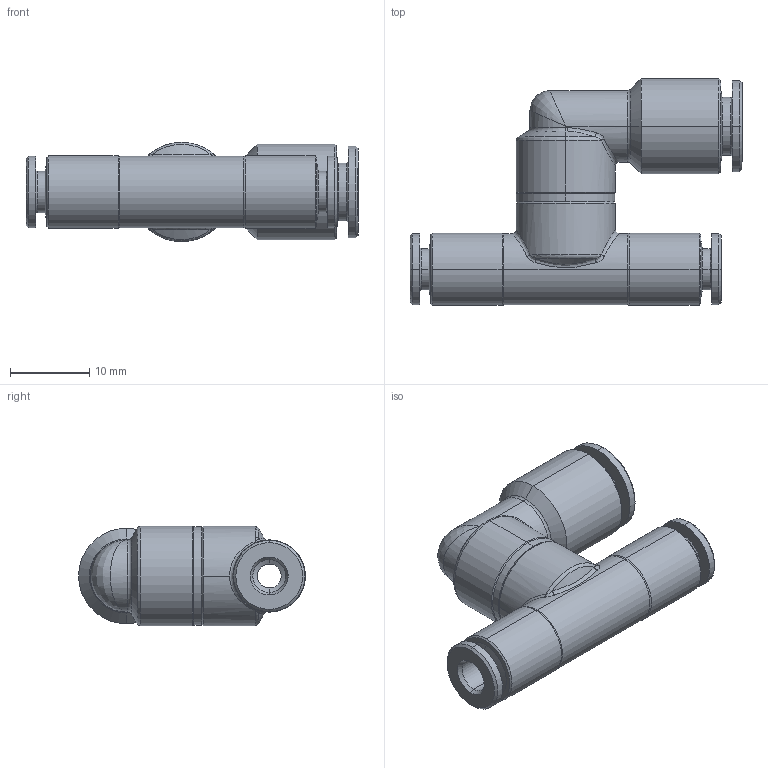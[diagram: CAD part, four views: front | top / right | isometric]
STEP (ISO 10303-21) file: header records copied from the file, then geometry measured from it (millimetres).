
FILE_DESCRIPTION (( 'STEP AP203' ), '1' );
FILE_NAME ('A0371030.STEP', '2009-12-17T08:59:31', ( '' ), ( 'sopra-pneumatic' ), 'SwSTEP 2.0', 'SolidWorks 2009', '' );
FILE_SCHEMA (( 'CONFIG_CONTROL_DESIGN' ));
Length unit declared in the file: millimetre
Products named in the file (1): A0371030
Bounding box: 41.8 x 28.55 x 12.5 mm (x, y, z)
Volume: 4515.4 mm3; surface area: 3954.8 mm2
Topology: 1 solids, 1 shells, 137 faces, 296 edges, 167 vertices
Faces by surface type: cone 47, cylinder 46, plane 16, torus 14, bspline 14
Entity records: 6191 total; most frequent: CARTESIAN_POINT 3162, DIRECTION 660, ORIENTED_EDGE 588, EDGE_CURVE 294, AXIS2_PLACEMENT_3D 283, VERTEX_POINT 167, CIRCLE 159, EDGE_LOOP 149
